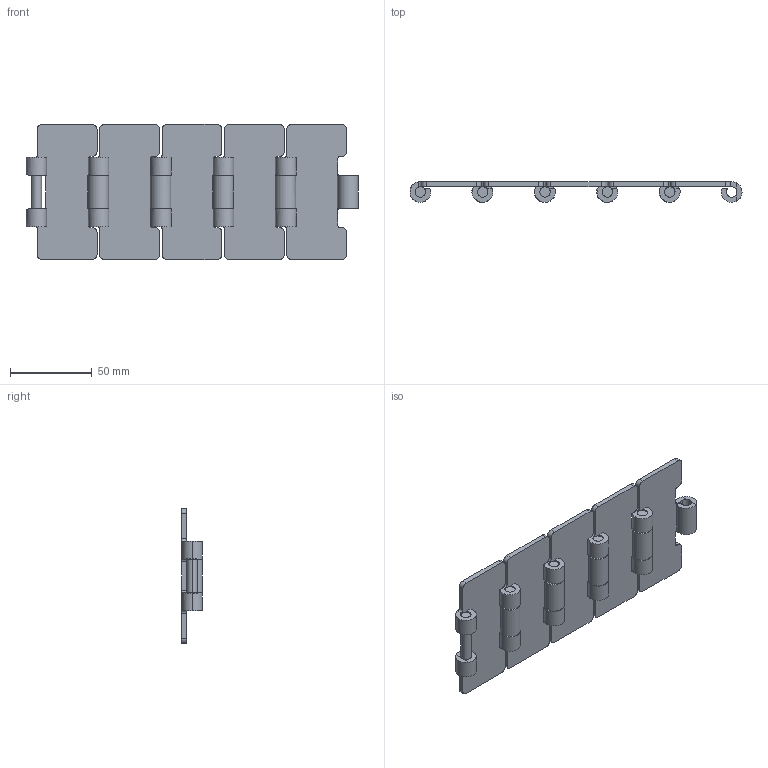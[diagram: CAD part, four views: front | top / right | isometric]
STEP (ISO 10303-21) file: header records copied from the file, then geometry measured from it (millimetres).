
FILE_DESCRIPTION (( 'STEP AP214' ), '1' );
FILE_NAME ('Rexnord-STRAIGHT RUN SINGLE HINGE MAX-LINE (CONTINUED)-60 S 31 XM HB.STEP', '2019-09-05T11:20:59', ( '' ), ( '' ), 'SwSTEP 2.0', 'SolidWorks 2019', '' );
FILE_SCHEMA (( 'AUTOMOTIVE_DESIGN' ));
Length unit declared in the file: millimetre
Products named in the file (3): Rexnord-STRAIGHT RUN SINGLE HINGE MAX-LINE (CONTINUED)-60 S 31 XM HB; Rexnord-STRAIGHT RUN SINGLE HINGE MAX-LINE (CONTINUED)-60 S 31 XM HB_STRAIGHT RUN SINGLE HINGE MAX-LINE (CONTINUED)_60 S 31 XM HB; Rexnord-STRAIGHT RUN SINGLE HINGE MAX-LINE (CONTINUED)-60 S 31 XM HB_Pin
Assembly tree (10 placements, depth 2):
  Rexnord-STRAIGHT RUN SINGLE HINGE MAX-LINE (CONTINUED)-60 S 31 XM HB
    Rexnord-STRAIGHT RUN SINGLE HINGE MAX-LINE (CONTINUED)-60 S 31 XM HB_STRAIGHT RUN SINGLE HINGE MAX-LINE (CONTINUED)_60 S 31 XM HB  x5
    Rexnord-STRAIGHT RUN SINGLE HINGE MAX-LINE (CONTINUED)-60 S 31 XM HB_Pin  x5
Bounding box: 202.81 x 12.6 x 82.5 mm (x, y, z)
Volume: 65661.2 mm3; surface area: 48991.2 mm2
Topology: 10 solids, 10 shells, 330 faces, 930 edges, 620 vertices
Faces by surface type: cylinder 170, plane 160
Entity records: 2344 total; most frequent: CARTESIAN_POINT 457, DIRECTION 392, ORIENTED_EDGE 372, EDGE_CURVE 186, AXIS2_PLACEMENT_3D 147, VERTEX_POINT 124, VECTOR 98, LINE 98
